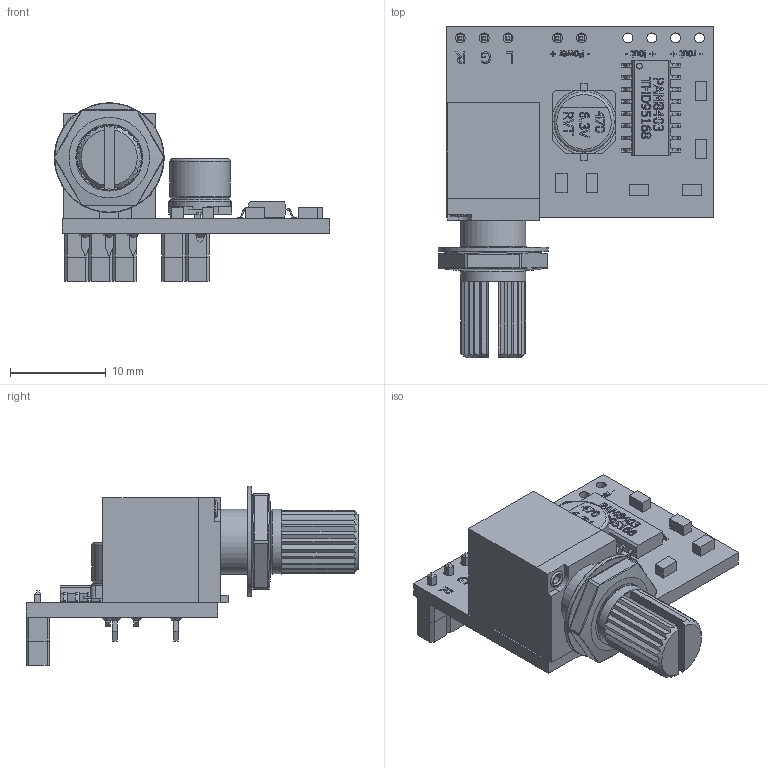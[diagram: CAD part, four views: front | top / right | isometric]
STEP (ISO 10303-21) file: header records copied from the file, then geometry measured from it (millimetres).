
FILE_DESCRIPTION(('FreeCAD Model'),'2;1');
FILE_NAME('Open CASCADE Shape Model','2024-11-22T04:38:27',('Author'),( ''),'Open CASCADE STEP processor 7.8','FreeCAD','Unknown');
FILE_SCHEMA(('AUTOMOTIVE_DESIGN { 1 0 10303 214 1 1 1 1 }'));
Length unit declared in the file: millimetre
Products named in the file (12): PAM8403 5V 2 Channel USB Digital Audio with Potentionmeter Switch034; PAM8403 5V 2 Channel USB Digital Audio with Potentionmeter Switch009; PAM8403 5V 2 Channel USB Digital Audio with Potentionmeter Switch010; PAM8403 5V 2 Channel USB Digital Audio with Potentionmeter Switch011; PAM8403 5V 2 Channel USB Digital Audio with Potentionmeter Switch013; PAM8403 5V 2 Channel USB Digital Audio with Potentionmeter Switch014; PAM8403 5V 2 Channel USB Digital Audio with Potentionmeter Switch015; PAM8403 5V 2 Channel USB Digital Audio with Potentionmeter Switch016; PAM8403 5V 2 Channel USB Digital Audio with Potentionmeter Switch017; PAM8403 5V 2 Channel USB Digital Audio with Potentionmeter Switch022; PAM8403 5V 2 Channel USB Digital Audio with Potentionmeter Switch023; PAM8403 5V 2 Channel USB Digital Audio with Potentionmeter Switch033
Assembly tree (13 placements, depth 2):
  PAM8403 5V 2 Channel USB Digital Audio with Potentionmeter Switch034
    PAM8403 5V 2 Channel USB Digital Audio with Potentionmeter Switch009
    PAM8403 5V 2 Channel USB Digital Audio with Potentionmeter Switch010
    PAM8403 5V 2 Channel USB Digital Audio with Potentionmeter Switch011
    PAM8403 5V 2 Channel USB Digital Audio with Potentionmeter Switch013  x2
    PAM8403 5V 2 Channel USB Digital Audio with Potentionmeter Switch014  x2
    PAM8403 5V 2 Channel USB Digital Audio with Potentionmeter Switch015
    PAM8403 5V 2 Channel USB Digital Audio with Potentionmeter Switch016
    PAM8403 5V 2 Channel USB Digital Audio with Potentionmeter Switch017
    PAM8403 5V 2 Channel USB Digital Audio with Potentionmeter Switch022
    PAM8403 5V 2 Channel USB Digital Audio with Potentionmeter Switch023
    PAM8403 5V 2 Channel USB Digital Audio with Potentionmeter Switch033
Bounding box: 28.82 x 34.75 x 18.69 mm (x, y, z)
Volume: 2974.5 mm3; surface area: 3788.9 mm2
Topology: 13 solids, 13 shells, 1650 faces, 4500 edges, 2995 vertices
Faces by surface type: plane 1059, bspline 455, cylinder 113, cone 14, torus 9
Full cylindrical faces by diameter (mm): 1 x2, 1.04 x9, 1.2 x2, 1.267 x1, 1.8 x4, 2 x3, 3 x1, 3.091 x1, 5 x1, 6 x1, 6.3 x2, 6.8 x1, 6.82 x1, 7 x1, 7.1 x1, 11.5 x1
Entity records: 60944 total; most frequent: CARTESIAN_POINT 15684, ORIENTED_EDGE 8796, DIRECTION 6056, EDGE_CURVE 4398, LINE 3012, VECTOR 3012, VERTEX_POINT 2927, FACE_BOUND 1752
